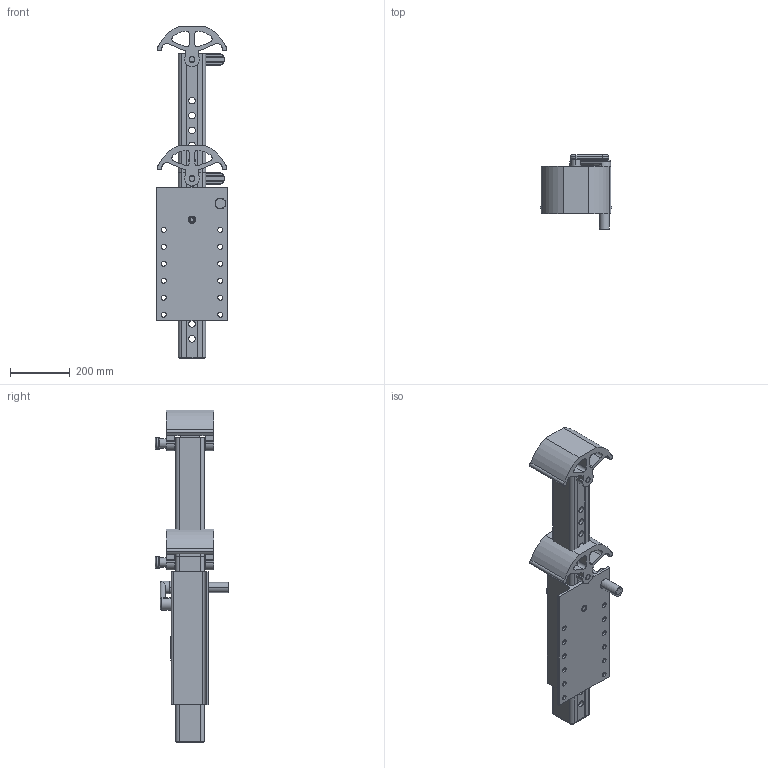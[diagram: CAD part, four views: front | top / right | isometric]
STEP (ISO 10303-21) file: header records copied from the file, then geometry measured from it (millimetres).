
FILE_DESCRIPTION (( 'STEP AP214' ), '1' );
FILE_NAME ('LT447.620_website.STEP', '2024-11-14T11:10:29', ( '' ), ( '' ), 'SwSTEP 2.0', 'SolidWorks 2022', '' );
FILE_SCHEMA (( 'AUTOMOTIVE_DESIGN' ));
Length unit declared in the file: millimetre
Products named in the file (15): P.LCK24_step_for asm; P.447_step; P.160_step; P.HNDL24_step; Copy of P.H24R^P.HNDL24_step; LT447.620_website; P.620_step; Copy of P.H24G^P.HNDL24_step; Copy of P.L24R^P.LCK24_step; Stand_lock_part5^Copy of P.L24G_P.LCK24_step; TP; Stand_lock_part2^Copy of P.L24G_P.LCK24_step; P.CAP; Stand_lock_part1^Copy of P.L24G_P.LCK24_step; Copy of P.L24G^P.LCK24_step
Assembly tree (18 placements, depth 4):
  LT447.620_website
    P.HNDL24_step  x2
      Copy of P.H24G^P.HNDL24_step
      Copy of P.H24R^P.HNDL24_step
    P.LCK24_step_for asm
      Copy of P.L24G^P.LCK24_step
        Stand_lock_part2^Copy of P.L24G_P.LCK24_step
        Stand_lock_part1^Copy of P.L24G_P.LCK24_step
        Stand_lock_part5^Copy of P.L24G_P.LCK24_step
      Copy of P.L24R^P.LCK24_step
    P.CAP  x2
    TP
    P.447_step
    P.160_step  x2
    P.620_step  x2
Bounding box: 240 x 248.25 x 1115.5 mm (x, y, z)
Volume: 10413311.2 mm3; surface area: 1905206.8 mm2
Topology: 16 solids, 16 shells, 1035 faces, 2704 edges, 1764 vertices
Faces by surface type: plane 585, cylinder 292, bspline 98, torus 58, cone 2
Entity records: 24225 total; most frequent: CARTESIAN_POINT 7622, ORIENTED_EDGE 3350, DIRECTION 3199, EDGE_CURVE 1675, LINE 1103, VECTOR 1103, VERTEX_POINT 1090, AXIS2_PLACEMENT_3D 1048
